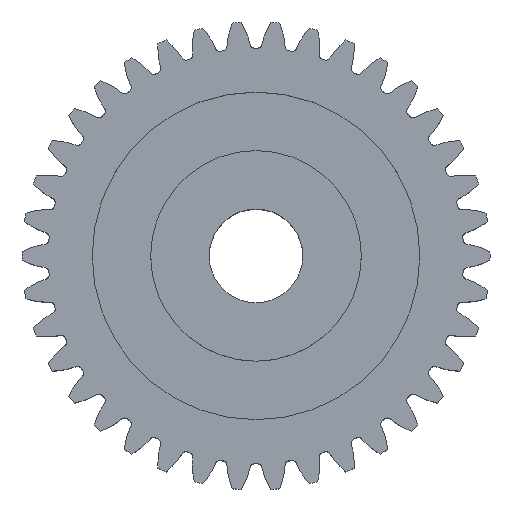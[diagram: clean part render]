
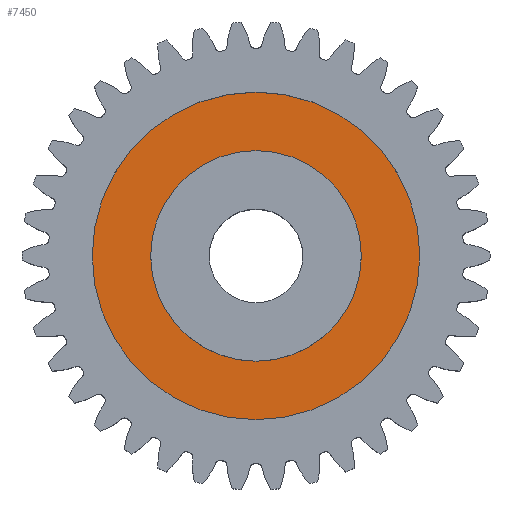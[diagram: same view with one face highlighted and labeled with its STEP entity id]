
A CAD part, top view. The second image highlights one B-rep face of the part: STEP entity #7450.
In plain terms, the highlighted planar face has unit normal (0, 0, 1).
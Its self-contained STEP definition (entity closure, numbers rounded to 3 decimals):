
#98 = DIRECTION ( 'NONE',  ( -1., 0., 0. ) ) ;
#99 = DIRECTION ( 'NONE',  ( 0., 0., -1. ) ) ;
#100 = CARTESIAN_POINT ( 'NONE',  ( 0., 0., 6.8 ) ) ;
#101 = AXIS2_PLACEMENT_3D ( 'NONE', #100, #99, #98 ) ;
#102 = CIRCLE ( 'NONE', #101, 9. ) ;
#106 = CARTESIAN_POINT ( 'NONE',  ( -9., 0., 6.8 ) ) ;
#2886 = AXIS2_PLACEMENT_3D ( 'NONE', #2897, #2896, #2983 ) ;
#2896 = DIRECTION ( 'NONE',  ( 0., 0., -1. ) ) ;
#2897 = CARTESIAN_POINT ( 'NONE',  ( 0., 0., 6.8 ) ) ;
#2983 = DIRECTION ( 'NONE',  ( -1., 0., 0. ) ) ;
#2988 = FACE_OUTER_BOUND ( 'NONE', #7325, .T. ) ;
#2989 = FACE_BOUND ( 'NONE', #7447, .T. ) ;
#2992 = PLANE ( 'NONE',  #2886 ) ;
#3008 = AXIS2_PLACEMENT_3D ( 'NONE', #3092, #3079, #3078 ) ;
#3011 = DIRECTION ( 'NONE',  ( -1., 0., 0. ) ) ;
#3012 = DIRECTION ( 'NONE',  ( 0., 0., -1. ) ) ;
#3033 = CARTESIAN_POINT ( 'NONE',  ( 0., 0., 6.8 ) ) ;
#3038 = AXIS2_PLACEMENT_3D ( 'NONE', #3033, #3012, #3011 ) ;
#3053 = CIRCLE ( 'NONE', #3038, 9. ) ;
#3078 = DIRECTION ( 'NONE',  ( -1., 0., 0. ) ) ;
#3079 = DIRECTION ( 'NONE',  ( 0., 0., -1. ) ) ;
#3089 = CIRCLE ( 'NONE', #3008, 14. ) ;
#3092 = CARTESIAN_POINT ( 'NONE',  ( 0., 0., 6.8 ) ) ;
#3616 = CARTESIAN_POINT ( 'NONE',  ( 9., 0., 6.8 ) ) ;
#3924 = DIRECTION ( 'NONE',  ( -1., 0., 0. ) ) ;
#3925 = DIRECTION ( 'NONE',  ( 0., 0., -1. ) ) ;
#3926 = CARTESIAN_POINT ( 'NONE',  ( 0., 0., 6.8 ) ) ;
#3929 = CIRCLE ( 'NONE', #3935, 14. ) ;
#3935 = AXIS2_PLACEMENT_3D ( 'NONE', #3926, #3925, #3924 ) ;
#3942 = CARTESIAN_POINT ( 'NONE',  ( 14., 0., 6.8 ) ) ;
#3950 = CARTESIAN_POINT ( 'NONE',  ( -14., 0., 6.8 ) ) ;
#5532 = VERTEX_POINT ( 'NONE', #3616 ) ;
#5535 = VERTEX_POINT ( 'NONE', #106 ) ;
#5536 = EDGE_CURVE ( 'NONE', #5535, #5532, #102, .T. ) ;
#7321 = EDGE_CURVE ( 'NONE', #5532, #5535, #3053, .T. ) ;
#7324 = ORIENTED_EDGE ( 'NONE', *, *, #7321, .T. ) ;
#7325 = EDGE_LOOP ( 'NONE', ( #7326, #7437 ) ) ;
#7326 = ORIENTED_EDGE ( 'NONE', *, *, #7337, .F. ) ;
#7337 = EDGE_CURVE ( 'NONE', #7991, #7987, #3089, .T. ) ;
#7437 = ORIENTED_EDGE ( 'NONE', *, *, #7989, .F. ) ;
#7447 = EDGE_LOOP ( 'NONE', ( #7449, #7324 ) ) ;
#7449 = ORIENTED_EDGE ( 'NONE', *, *, #5536, .T. ) ;
#7450 = ADVANCED_FACE ( 'NONE', ( #2989, #2988 ), #2992, .F. ) ;
#7987 = VERTEX_POINT ( 'NONE', #3942 ) ;
#7989 = EDGE_CURVE ( 'NONE', #7987, #7991, #3929, .T. ) ;
#7991 = VERTEX_POINT ( 'NONE', #3950 ) ;
